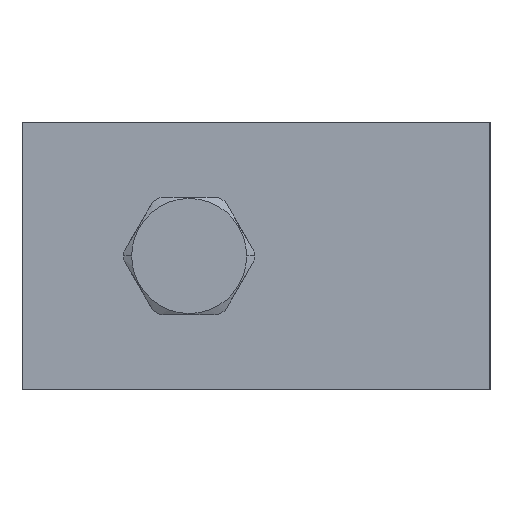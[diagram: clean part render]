
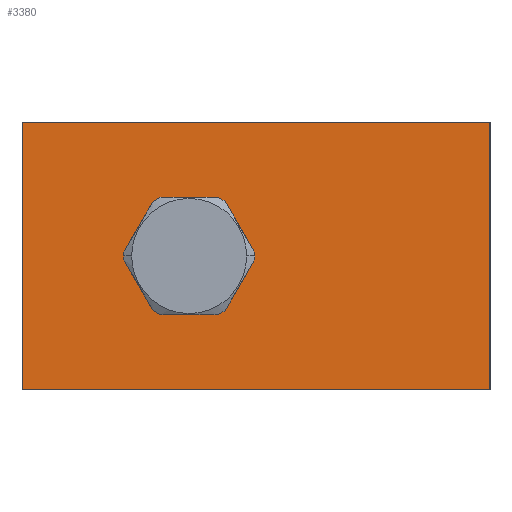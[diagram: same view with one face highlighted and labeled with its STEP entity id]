
A CAD part, left-side view. The second image highlights one B-rep face of the part: STEP entity #3380.
In plain terms, the highlighted planar face has unit normal (-1, 0, 0).
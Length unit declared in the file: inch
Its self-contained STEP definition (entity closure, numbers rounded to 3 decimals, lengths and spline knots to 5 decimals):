
#1=DIRECTION('',(0.,-1.,0.));
#2=VECTOR('',#1,3.5);
#3=CARTESIAN_POINT('',(0.,0.,0.));
#4=LINE('',#3,#2);
#431=DIRECTION('',(0.,0.,1.));
#432=VECTOR('',#431,2.);
#433=CARTESIAN_POINT('',(0.,0.,0.));
#434=LINE('',#433,#432);
#435=CARTESIAN_POINT('',(0.,-1.25,1.));
#436=DIRECTION('',(1.,0.,0.));
#437=DIRECTION('',(0.,0.,-1.));
#438=AXIS2_PLACEMENT_3D('',#435,#436,#437);
#440=CARTESIAN_POINT('',(0.,-1.25,1.));
#441=DIRECTION('',(1.,0.,0.));
#442=DIRECTION('',(0.,0.,1.));
#443=AXIS2_PLACEMENT_3D('',#440,#441,#442);
#1393=DIRECTION('',(0.,-1.,0.));
#1394=VECTOR('',#1393,3.5);
#1395=CARTESIAN_POINT('',(0.,0.,2.));
#1396=LINE('',#1395,#1394);
#2318=DIRECTION('',(0.,0.,1.));
#2319=VECTOR('',#2318,2.);
#2320=CARTESIAN_POINT('',(0.,-3.5,0.));
#2321=LINE('',#2320,#2319);
#2866=CARTESIAN_POINT('',(0.,0.,0.));
#2867=CARTESIAN_POINT('',(0.,-3.5,0.));
#2868=VERTEX_POINT('',#2866);
#2869=VERTEX_POINT('',#2867);
#2874=CARTESIAN_POINT('',(0.,0.,2.));
#2875=CARTESIAN_POINT('',(0.,-3.5,2.));
#2876=VERTEX_POINT('',#2874);
#2877=VERTEX_POINT('',#2875);
#3022=CARTESIAN_POINT('',(0.,-1.25,1.4305));
#3023=VERTEX_POINT('',#3022);
#3028=CARTESIAN_POINT('',(0.,-1.25,0.5695));
#3029=VERTEX_POINT('',#3028);
#3360=CARTESIAN_POINT('',(0.,0.,0.));
#3361=DIRECTION('',(-1.,0.,0.));
#3362=DIRECTION('',(0.,-1.,0.));
#3363=AXIS2_PLACEMENT_3D('',#3360,#3361,#3362);
#3364=PLANE('',#3363);
#3365=ORIENTED_EDGE('',*,*,#3271,.F.);
#3367=ORIENTED_EDGE('',*,*,#3366,.T.);
#3369=ORIENTED_EDGE('',*,*,#3368,.T.);
#3371=ORIENTED_EDGE('',*,*,#3370,.F.);
#3372=EDGE_LOOP('',(#3365,#3367,#3369,#3371));
#3373=FACE_OUTER_BOUND('',#3372,.F.);
#3375=ORIENTED_EDGE('',*,*,#3374,.F.);
#3377=ORIENTED_EDGE('',*,*,#3376,.F.);
#3378=EDGE_LOOP('',(#3375,#3377));
#3379=FACE_BOUND('',#3378,.F.);
#3380=ADVANCED_FACE('',(#3373,#3379),#3364,.T.);
#439=CIRCLE('',#438,0.4305);
#444=CIRCLE('',#443,0.4305);
#3271=EDGE_CURVE('',#2868,#2869,#4,.T.);
#3366=EDGE_CURVE('',#2868,#2876,#434,.T.);
#3368=EDGE_CURVE('',#2876,#2877,#1396,.T.);
#3370=EDGE_CURVE('',#2869,#2877,#2321,.T.);
#3374=EDGE_CURVE('',#3029,#3023,#439,.T.);
#3376=EDGE_CURVE('',#3023,#3029,#444,.T.);
